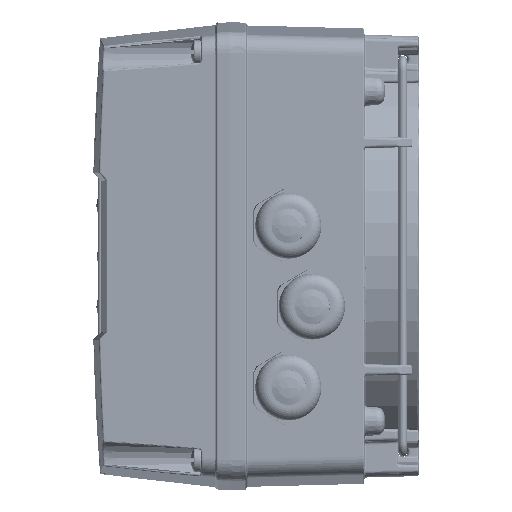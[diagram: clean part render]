
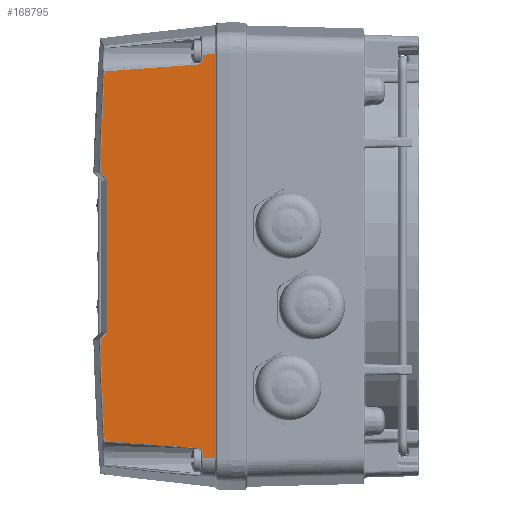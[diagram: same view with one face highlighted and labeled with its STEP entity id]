
A CAD part, left-side view. The second image highlights one B-rep face of the part: STEP entity #168795.
In plain terms, the highlighted planar face has unit normal (-1, 0.025, 0).
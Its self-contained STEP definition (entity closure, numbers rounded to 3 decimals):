
#154186=CARTESIAN_POINT('',(-137.663,-46.031,
-557.828));
#154187=DIRECTION('',(1.,-0.025,0.));
#154188=DIRECTION('',(0.002,0.087,0.996));
#154189=AXIS2_PLACEMENT_3D('',#154186,#154187,#154188);
#154191=CARTESIAN_POINT('',(-137.663,-46.031,
557.828));
#154192=DIRECTION('',(1.,-0.025,0.));
#154193=DIRECTION('',(0.002,0.081,-0.997));
#154194=AXIS2_PLACEMENT_3D('',#154191,#154192,#154193);
#154196=CARTESIAN_POINT('',(-136.298,7.963,
-58.577));
#154197=CARTESIAN_POINT('',(-136.298,7.963,
-58.399));
#154198=CARTESIAN_POINT('',(-136.298,7.981,
-58.08));
#154199=CARTESIAN_POINT('',(-136.296,8.063,
-57.697));
#154200=CARTESIAN_POINT('',(-136.294,8.156,
-57.442));
#154201=CARTESIAN_POINT('',(-136.289,8.349,
-57.133));
#154202=CARTESIAN_POINT('',(-136.283,8.572,
-56.959));
#154203=CARTESIAN_POINT('',(-136.279,8.739,
-56.904));
#154204=CARTESIAN_POINT('',(-136.277,8.827,
-56.896));
#154206=CARTESIAN_POINT('',(-161.365,-981.974,
0.096));
#154207=DIRECTION('',(1.,-0.025,0.));
#154208=DIRECTION('',(0.025,0.998,-0.054));
#154209=AXIS2_PLACEMENT_3D('',#154206,#154207,#154208);
#154211=DIRECTION('',(-0.017,-0.683,0.731));
#154212=VECTOR('',#154211,2.575);
#154213=CARTESIAN_POINT('',(-135.532,38.224,
-24.892));
#154214=LINE('',#154213,#154212);
#154215=CARTESIAN_POINT('',(-135.577,36.467,
-23.01));
#154216=CARTESIAN_POINT('',(-135.578,36.414,
-22.954));
#154217=CARTESIAN_POINT('',(-135.58,36.327,
-22.834));
#154218=CARTESIAN_POINT('',(-135.583,36.243,
-22.621));
#154219=CARTESIAN_POINT('',(-135.583,36.224,
-22.473));
#154220=CARTESIAN_POINT('',(-135.583,36.224,
-22.397));
#154222=CARTESIAN_POINT('',(-135.583,36.224,
22.397));
#154223=CARTESIAN_POINT('',(-135.583,36.224,
22.473));
#154224=CARTESIAN_POINT('',(-135.583,36.243,
22.621));
#154225=CARTESIAN_POINT('',(-135.58,36.327,
22.834));
#154226=CARTESIAN_POINT('',(-135.578,36.414,
22.954));
#154227=CARTESIAN_POINT('',(-135.577,36.467,
23.01));
#154229=DIRECTION('',(0.017,0.683,0.731));
#154230=VECTOR('',#154229,2.575);
#154231=CARTESIAN_POINT('',(-135.577,36.467,
23.01));
#154232=LINE('',#154231,#154230);
#154233=CARTESIAN_POINT('',(-161.356,-981.86,
-0.092));
#154234=DIRECTION('',(1.,-0.025,0.));
#154235=DIRECTION('',(0.025,0.999,0.024));
#154236=AXIS2_PLACEMENT_3D('',#154233,#154234,#154235);
#154238=CARTESIAN_POINT('',(-135.562,37.052,
54.822));
#154239=CARTESIAN_POINT('',(-135.618,34.83,
54.961));
#154240=CARTESIAN_POINT('',(-135.731,30.395,
55.246));
#154241=CARTESIAN_POINT('',(-135.885,24.3,
55.663));
#154242=CARTESIAN_POINT('',(-136.066,17.16,
56.182));
#154243=CARTESIAN_POINT('',(-136.203,11.719,
56.642));
#154244=CARTESIAN_POINT('',(-136.277,8.827,
56.896));
#154246=CARTESIAN_POINT('',(-136.277,8.827,
56.896));
#154247=CARTESIAN_POINT('',(-136.279,8.737,
56.904));
#154248=CARTESIAN_POINT('',(-136.283,8.569,
56.961));
#154249=CARTESIAN_POINT('',(-136.289,8.353,
57.129));
#154250=CARTESIAN_POINT('',(-136.294,8.157,
57.438));
#154251=CARTESIAN_POINT('',(-136.296,8.064,
57.694));
#154252=CARTESIAN_POINT('',(-136.298,7.981,
58.078));
#154253=CARTESIAN_POINT('',(-136.298,7.963,
58.399));
#154254=CARTESIAN_POINT('',(-136.298,7.963,
58.577));
#154260=DIRECTION('',(0.,0.,
-1.));
#154261=VECTOR('',#154260,1.14);
#154262=CARTESIAN_POINT('',(-136.298,7.963,
59.717));
#154263=LINE('',#154262,#154261);
#154642=DIRECTION('',(0.,0.,-1.));
#154643=VECTOR('',#154642,44.793);
#154644=CARTESIAN_POINT('',(-135.583,36.224,
22.397));
#154645=LINE('',#154644,#154643);
#154807=CARTESIAN_POINT('',(-135.562,37.052,
-54.822));
#154808=CARTESIAN_POINT('',(-135.648,33.672,
-55.032));
#154809=CARTESIAN_POINT('',(-135.815,27.075,
-55.465));
#154810=CARTESIAN_POINT('',(-136.052,17.683,
-56.139));
#154811=CARTESIAN_POINT('',(-136.203,11.726,
-56.637));
#154812=CARTESIAN_POINT('',(-136.277,8.827,
-56.896));
#155116=DIRECTION('',(0.,0.,-1.));
#155117=VECTOR('',#155116,1.14);
#155118=CARTESIAN_POINT('',(-136.298,7.963,
-58.577));
#155119=LINE('',#155118,#155117);
#155761=DIRECTION('',(0.,0.,1.));
#155762=VECTOR('',#155761,120.04);
#155763=CARTESIAN_POINT('',(-136.389,4.379,
-60.02));
#155764=LINE('',#155763,#155762);
#166895=CARTESIAN_POINT('',(-136.298,7.963,
59.717));
#166896=CARTESIAN_POINT('',(-136.298,7.963,
58.577));
#166897=VERTEX_POINT('',#166895);
#166898=VERTEX_POINT('',#166896);
#166899=CARTESIAN_POINT('',(-136.389,4.379,
60.02));
#166900=VERTEX_POINT('',#166899);
#166901=CARTESIAN_POINT('',(-136.389,4.379,
-60.02));
#166902=VERTEX_POINT('',#166901);
#166903=CARTESIAN_POINT('',(-136.298,7.963,
-59.717));
#166904=VERTEX_POINT('',#166903);
#166905=CARTESIAN_POINT('',(-136.298,7.963,
-58.577));
#166906=VERTEX_POINT('',#166905);
#166907=VERTEX_POINT('',#154204);
#166908=VERTEX_POINT('',#154807);
#166909=CARTESIAN_POINT('',(-135.532,38.224,
-24.892));
#166910=VERTEX_POINT('',#166909);
#166911=CARTESIAN_POINT('',(-135.577,36.467,
-23.01));
#166912=VERTEX_POINT('',#166911);
#166913=VERTEX_POINT('',#154220);
#166914=CARTESIAN_POINT('',(-135.583,36.224,
22.397));
#166915=VERTEX_POINT('',#166914);
#166916=VERTEX_POINT('',#154227);
#166917=CARTESIAN_POINT('',(-135.532,38.224,
24.892));
#166918=VERTEX_POINT('',#166917);
#166919=CARTESIAN_POINT('',(-135.562,37.052,
54.822));
#166920=VERTEX_POINT('',#166919);
#166921=VERTEX_POINT('',#154244);
#168756=CARTESIAN_POINT('',(-137.513,-40.,0.));
#168757=DIRECTION('',(-1.,0.025,0.));
#168758=DIRECTION('',(0.025,1.,0.));
#168759=AXIS2_PLACEMENT_3D('',#168756,#168757,#168758);
#168760=PLANE('',#168759);
#168762=ORIENTED_EDGE('',*,*,#168761,.F.);
#168764=ORIENTED_EDGE('',*,*,#168763,.T.);
#168766=ORIENTED_EDGE('',*,*,#168765,.F.);
#168768=ORIENTED_EDGE('',*,*,#168767,.T.);
#168770=ORIENTED_EDGE('',*,*,#168769,.F.);
#168772=ORIENTED_EDGE('',*,*,#168771,.T.);
#168774=ORIENTED_EDGE('',*,*,#168773,.F.);
#168776=ORIENTED_EDGE('',*,*,#168775,.T.);
#168778=ORIENTED_EDGE('',*,*,#168777,.T.);
#168780=ORIENTED_EDGE('',*,*,#168779,.T.);
#168782=ORIENTED_EDGE('',*,*,#168781,.F.);
#168784=ORIENTED_EDGE('',*,*,#168783,.T.);
#168786=ORIENTED_EDGE('',*,*,#168785,.T.);
#168788=ORIENTED_EDGE('',*,*,#168787,.T.);
#168790=ORIENTED_EDGE('',*,*,#168789,.T.);
#168792=ORIENTED_EDGE('',*,*,#168791,.T.);
#168793=EDGE_LOOP('',(#168762,#168764,#168766,#168768,#168770,#168772,#168774,
#168776,#168778,#168780,#168782,#168784,#168786,#168788,#168790,#168792));
#168794=FACE_OUTER_BOUND('',#168793,.F.);
#168795=ADVANCED_FACE('',(#168794),#168760,.T.);
#154190=CIRCLE('',#154189,619.902);
#154195=CIRCLE('',#154194,619.902);
#154205=B_SPLINE_CURVE_WITH_KNOTS('',3,(#154196,#154197,#154198,#154199,#154200,
#154201,#154202,#154203,#154204),.UNSPECIFIED.,.F.,.F.,(4,1,1,1,1,1,4),(0.,
0.167,0.333,0.5,0.667,0.833,
1.),.UNSPECIFIED.);
#154210=CIRCLE('',#154209,1020.831);
#154221=B_SPLINE_CURVE_WITH_KNOTS('',3,(#154215,#154216,#154217,#154218,#154219,
#154220),.UNSPECIFIED.,.F.,.F.,(4,1,1,4),(0.,0.333,
0.667,1.),.UNSPECIFIED.);
#154228=B_SPLINE_CURVE_WITH_KNOTS('',3,(#154222,#154223,#154224,#154225,#154226,
#154227),.UNSPECIFIED.,.F.,.F.,(4,1,1,4),(0.,0.333,
0.667,1.),.UNSPECIFIED.);
#154237=CIRCLE('',#154236,1020.717);
#154245=B_SPLINE_CURVE_WITH_KNOTS('',3,(#154238,#154239,#154240,#154241,#154242,
#154243,#154244),.UNSPECIFIED.,.F.,.F.,(4,1,1,1,4),(0.,0.25,0.5,0.75,
1.),.UNSPECIFIED.);
#154255=B_SPLINE_CURVE_WITH_KNOTS('',3,(#154246,#154247,#154248,#154249,#154250,
#154251,#154252,#154253,#154254),.UNSPECIFIED.,.F.,.F.,(4,1,1,1,1,1,4),(0.,
0.167,0.333,0.5,0.667,0.833,
1.),.UNSPECIFIED.);
#154813=B_SPLINE_CURVE_WITH_KNOTS('',3,(#154807,#154808,#154809,#154810,#154811,
#154812),.UNSPECIFIED.,.F.,.F.,(4,1,1,4),(0.,0.333,
0.667,1.),.UNSPECIFIED.);
#168761=EDGE_CURVE('',#166897,#166898,#154263,.T.);
#168763=EDGE_CURVE('',#166897,#166900,#154190,.T.);
#168765=EDGE_CURVE('',#166902,#166900,#155764,.T.);
#168767=EDGE_CURVE('',#166902,#166904,#154195,.T.);
#168769=EDGE_CURVE('',#166906,#166904,#155119,.T.);
#168771=EDGE_CURVE('',#166906,#166907,#154205,.T.);
#168773=EDGE_CURVE('',#166908,#166907,#154813,.T.);
#168775=EDGE_CURVE('',#166908,#166910,#154210,.T.);
#168777=EDGE_CURVE('',#166910,#166912,#154214,.T.);
#168779=EDGE_CURVE('',#166912,#166913,#154221,.T.);
#168781=EDGE_CURVE('',#166915,#166913,#154645,.T.);
#168783=EDGE_CURVE('',#166915,#166916,#154228,.T.);
#168785=EDGE_CURVE('',#166916,#166918,#154232,.T.);
#168787=EDGE_CURVE('',#166918,#166920,#154237,.T.);
#168789=EDGE_CURVE('',#166920,#166921,#154245,.T.);
#168791=EDGE_CURVE('',#166921,#166898,#154255,.T.);
